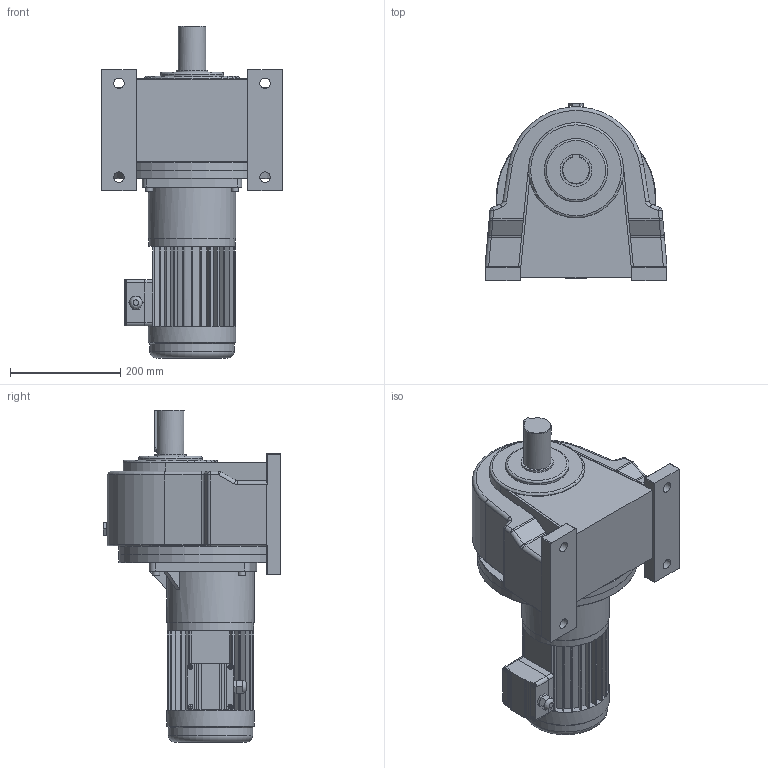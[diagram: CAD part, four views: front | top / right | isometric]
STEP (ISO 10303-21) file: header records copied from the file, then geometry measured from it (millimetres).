
FILE_DESCRIPTION(/* description */ (''),/* implementation_level */ '2;1');
FILE_NAME(/* name */ 'GH卧式高速比附三相、单相铝壳（刹车）齿轮减速马达[GH-50-750W-1000-S-G1-LD-HO].stp',/* time_stamp */ '2022-01-11T09:03:38+08:00',/* author */ ('Administrator'),/* organization */ (''),/* preprocessor_version */ 'ST-DEVELOPER v15.2',/* originating_system */ 'Autodesk Inventor 2014',/* authorisation */ '');
FILE_SCHEMA (('AUTOMOTIVE_DESIGN { 1 0 10303 214 3 1 1 }'));
Length unit declared in the file: millimetre
Products named in the file (3): STP_50_750W 1HP___G1_LD__HO_2__5; STP_50_750W 1HP___G1_LD__HO_2__1; [GH-50-750W-1000-S-G1-LD-HO]
Bounding box: 330 x 321.78 x 602 mm (x, y, z)
Volume: 20580496.4 mm3; surface area: 912441.9 mm2
Topology: 5 solids, 5 shells, 708 faces, 1759 edges, 1139 vertices
Faces by surface type: plane 555, cylinder 111, torus 21, sphere 16, bspline 3, cone 2
Full cylindrical faces by diameter (mm): 8 x4, 8.5 x4, 11 x4, 13.2 x4, 15.412 x1, 19 x4, 22 x4, 28 x1, 32.42 x1, 50 x1, 56 x1, 58 x1, 115 x1, 135.15 x1, 153 x1, 156.4 x1, 158.4 x1, 159 x1, 160 x1, 170 x1, 289.858 x1, 290.058 x2
Entity records: 20574 total; most frequent: CARTESIAN_POINT 3700, DIRECTION 3439, ORIENTED_EDGE 3356, EDGE_CURVE 1678, LINE 1307, VECTOR 1307, VERTEX_POINT 1125, AXIS2_PLACEMENT_3D 1066
